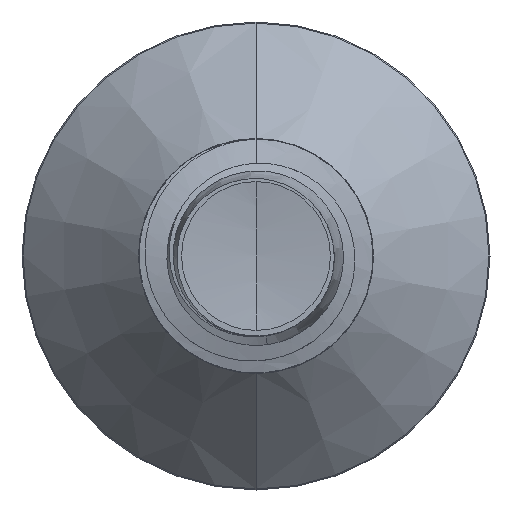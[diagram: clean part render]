
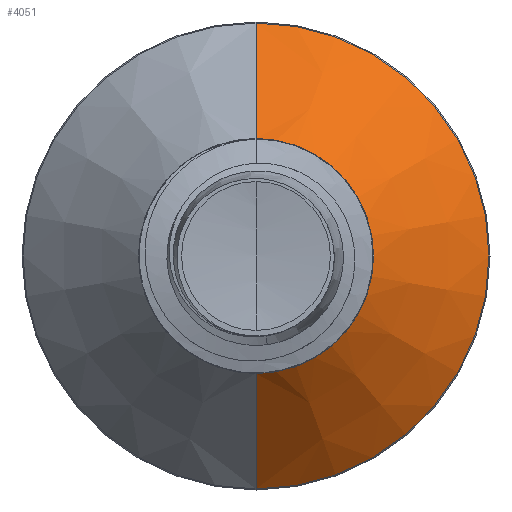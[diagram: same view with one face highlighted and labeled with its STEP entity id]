
A CAD part, front view. The second image highlights one B-rep face of the part: STEP entity #4051.
In plain terms, the highlighted conical face has half-angle 45 degrees and reference radius 1.256 mm.
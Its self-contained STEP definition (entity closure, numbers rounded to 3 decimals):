
#92 = CARTESIAN_POINT ( 'NONE',  ( 0., 6.939, 2.489 ) ) ;
#438 = DIRECTION ( 'NONE',  ( 0., 1., 0. ) ) ;
#1037 = EDGE_CURVE ( 'NONE', #14003, #9144, #12169, .T. ) ;
#1125 = DIRECTION ( 'NONE',  ( 0., 0., 1. ) ) ;
#1868 = CARTESIAN_POINT ( 'NONE',  ( 0., 5.706, 1.256 ) ) ;
#3259 = FACE_OUTER_BOUND ( 'NONE', #16220, .T. ) ;
#3477 = ORIENTED_EDGE ( 'NONE', *, *, #16499, .T. ) ;
#4051 = ADVANCED_FACE ( 'NONE', ( #3259 ), #6746, .T. ) ;
#4281 = CARTESIAN_POINT ( 'NONE',  ( 0., 5.706, 0. ) ) ;
#6014 = DIRECTION ( 'NONE',  ( 0., 0., 1. ) ) ;
#6746 = CONICAL_SURFACE ( 'NONE', #19190, 1.256, 0.785 ) ;
#7662 = VERTEX_POINT ( 'NONE', #16051 ) ;
#8005 = ORIENTED_EDGE ( 'NONE', *, *, #11155, .F. ) ;
#8517 = AXIS2_PLACEMENT_3D ( 'NONE', #10880, #438, #12468 ) ;
#8769 = LINE ( 'NONE', #18899, #16821 ) ;
#9144 = VERTEX_POINT ( 'NONE', #92 ) ;
#9270 = VERTEX_POINT ( 'NONE', #19973 ) ;
#9445 = DIRECTION ( 'NONE',  ( 0., 0.707, -0.707 ) ) ;
#10880 = CARTESIAN_POINT ( 'NONE',  ( 0., 5.706, 0. ) ) ;
#11155 = EDGE_CURVE ( 'NONE', #9144, #9270, #21662, .T. ) ;
#11427 = DIRECTION ( 'NONE',  ( 0., 1., 0. ) ) ;
#11837 = ORIENTED_EDGE ( 'NONE', *, *, #17826, .T. ) ;
#12169 = LINE ( 'NONE', #1868, #15932 ) ;
#12310 = CIRCLE ( 'NONE', #8517, 1.256 ) ;
#12404 = CARTESIAN_POINT ( 'NONE',  ( 0., 5.706, 1.256 ) ) ;
#12468 = DIRECTION ( 'NONE',  ( 0., 0., 1. ) ) ;
#14003 = VERTEX_POINT ( 'NONE', #12404 ) ;
#14681 = DIRECTION ( 'NONE',  ( 0., 0.707, 0.707 ) ) ;
#15779 = DIRECTION ( 'NONE',  ( 0., 1., 0. ) ) ;
#15932 = VECTOR ( 'NONE', #14681, 1000. ) ;
#16051 = CARTESIAN_POINT ( 'NONE',  ( 0., 5.706, -1.256 ) ) ;
#16220 = EDGE_LOOP ( 'NONE', ( #11837, #3477, #8005, #20840 ) ) ;
#16445 = AXIS2_PLACEMENT_3D ( 'NONE', #21010, #11427, #1125 ) ;
#16499 = EDGE_CURVE ( 'NONE', #7662, #9270, #8769, .T. ) ;
#16821 = VECTOR ( 'NONE', #9445, 1000. ) ;
#17826 = EDGE_CURVE ( 'NONE', #14003, #7662, #12310, .T. ) ;
#18899 = CARTESIAN_POINT ( 'NONE',  ( 0., 5.706, -1.256 ) ) ;
#19190 = AXIS2_PLACEMENT_3D ( 'NONE', #4281, #15779, #6014 ) ;
#19973 = CARTESIAN_POINT ( 'NONE',  ( 0., 6.939, -2.489 ) ) ;
#20840 = ORIENTED_EDGE ( 'NONE', *, *, #1037, .F. ) ;
#21010 = CARTESIAN_POINT ( 'NONE',  ( 0., 6.939, 0. ) ) ;
#21662 = CIRCLE ( 'NONE', #16445, 2.489 ) ;
